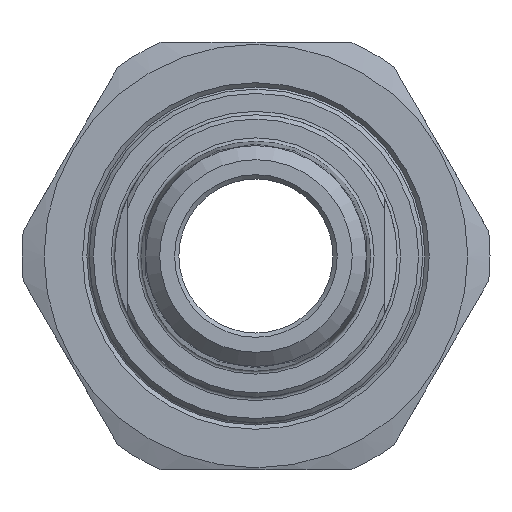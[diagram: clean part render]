
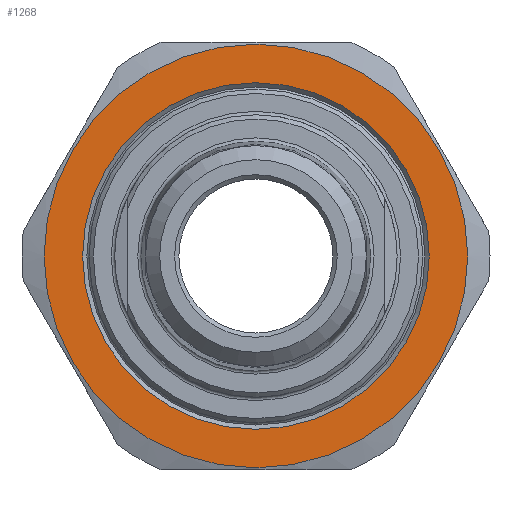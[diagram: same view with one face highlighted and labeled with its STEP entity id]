
A CAD part, left-side view. The second image highlights one B-rep face of the part: STEP entity #1268.
In plain terms, the highlighted planar face has unit normal (-1, 0, 0).
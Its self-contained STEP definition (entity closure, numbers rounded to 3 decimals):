
#55=FACE_BOUND('',#235,.T.);
#116=PLANE('',#1440);
#154=FACE_OUTER_BOUND('',#234,.T.);
#234=EDGE_LOOP('',(#935));
#235=EDGE_LOOP('',(#936));
#443=CIRCLE('',#1430,24.75);
#444=CIRCLE('',#1435,20.25);
#561=VERTEX_POINT('',#2157);
#562=VERTEX_POINT('',#2167);
#700=EDGE_CURVE('',#561,#561,#443,.T.);
#702=EDGE_CURVE('',#562,#562,#444,.T.);
#935=ORIENTED_EDGE('',*,*,#700,.T.);
#936=ORIENTED_EDGE('',*,*,#702,.F.);
#1268=ADVANCED_FACE('',(#154,#55),#116,.F.);
#1430=AXIS2_PLACEMENT_3D('',#2159,#1669,#1670);
#1435=AXIS2_PLACEMENT_3D('',#2168,#1679,#1680);
#1440=AXIS2_PLACEMENT_3D('',#2178,#1691,#1692);
#1669=DIRECTION('center_axis',(-1.,0.,0.));
#1670=DIRECTION('ref_axis',(0.,1.,0.));
#1679=DIRECTION('center_axis',(-1.,0.,0.));
#1680=DIRECTION('ref_axis',(0.,-1.,0.));
#1691=DIRECTION('center_axis',(1.,0.,0.));
#1692=DIRECTION('ref_axis',(0.,0.,-1.));
#2157=CARTESIAN_POINT('',(-18.5,-24.75,0.));
#2159=CARTESIAN_POINT('Origin',(-18.5,0.,0.));
#2167=CARTESIAN_POINT('',(-18.5,20.25,0.));
#2168=CARTESIAN_POINT('Origin',(-18.5,0.,0.));
#2178=CARTESIAN_POINT('Origin',(-18.5,0.,0.));
